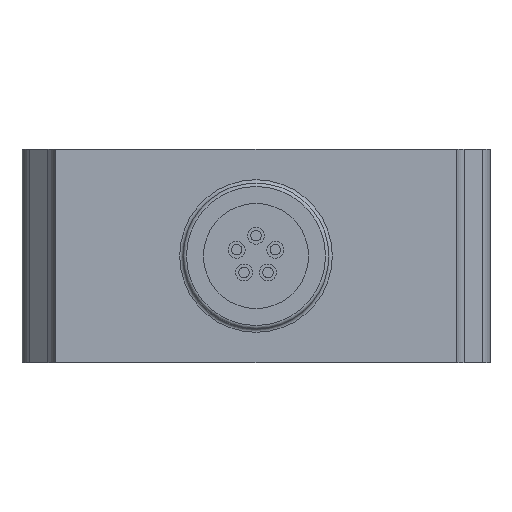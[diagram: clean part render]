
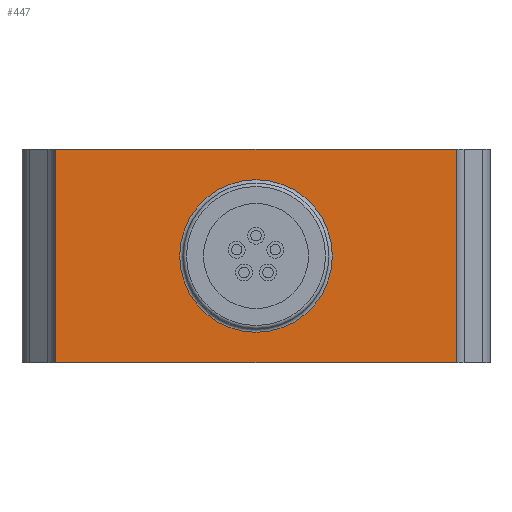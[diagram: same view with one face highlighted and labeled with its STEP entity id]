
A CAD part, front view. The second image highlights one B-rep face of the part: STEP entity #447.
In plain terms, the highlighted planar face has unit normal (0, -1, 0).
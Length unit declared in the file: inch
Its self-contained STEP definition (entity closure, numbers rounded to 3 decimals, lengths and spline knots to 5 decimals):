
#74 = DIRECTION ( 'NONE',  ( 0., 1., 0. ) ) ;
#133 = VECTOR ( 'NONE', #1558, 39.37008 ) ;
#184 = EDGE_CURVE ( 'NONE', #2128, #2128, #2655, .T. ) ;
#257 = CARTESIAN_POINT ( 'NONE',  ( -0.59, -1.20438, -0.315 ) ) ;
#265 = CARTESIAN_POINT ( 'NONE',  ( 0.59, -1.20438, 0.315 ) ) ;
#273 = ORIENTED_EDGE ( 'NONE', *, *, #184, .T. ) ;
#328 = DIRECTION ( 'NONE',  ( 0., 1., 0. ) ) ;
#377 = CARTESIAN_POINT ( 'NONE',  ( 0.59, -1.20438, 0.315 ) ) ;
#385 = PLANE ( 'NONE',  #1644 ) ;
#447 = ADVANCED_FACE ( 'NONE', ( #1621, #771 ), #385, .F. ) ;
#625 = EDGE_CURVE ( 'NONE', #2703, #2137, #801, .T. ) ;
#670 = EDGE_LOOP ( 'NONE', ( #273 ) ) ;
#694 = DIRECTION ( 'NONE',  ( 0., 0., 1. ) ) ;
#710 = CARTESIAN_POINT ( 'NONE',  ( 0., -1.20438, 0.225 ) ) ;
#766 = CARTESIAN_POINT ( 'NONE',  ( -0.59, -1.20438, 0.315 ) ) ;
#771 = FACE_OUTER_BOUND ( 'NONE', #890, .T. ) ;
#777 = AXIS2_PLACEMENT_3D ( 'NONE', #1287, #74, #694 ) ;
#801 = LINE ( 'NONE', #1430, #2475 ) ;
#848 = VECTOR ( 'NONE', #1918, 39.37008 ) ;
#890 = EDGE_LOOP ( 'NONE', ( #2014, #1979, #970, #1318 ) ) ;
#956 = CARTESIAN_POINT ( 'NONE',  ( -0.59, -1.20438, 0.315 ) ) ;
#970 = ORIENTED_EDGE ( 'NONE', *, *, #1121, .F. ) ;
#1006 = LINE ( 'NONE', #1856, #1293 ) ;
#1121 = EDGE_CURVE ( 'NONE', #2215, #2303, #1711, .T. ) ;
#1156 = CARTESIAN_POINT ( 'NONE',  ( -0.59, -1.20438, 0.315 ) ) ;
#1287 = CARTESIAN_POINT ( 'NONE',  ( 0., -1.20438, 0. ) ) ;
#1293 = VECTOR ( 'NONE', #1654, 39.37008 ) ;
#1318 = ORIENTED_EDGE ( 'NONE', *, *, #1453, .T. ) ;
#1430 = CARTESIAN_POINT ( 'NONE',  ( -0.59, -1.20438, -0.315 ) ) ;
#1453 = EDGE_CURVE ( 'NONE', #2215, #2703, #1006, .T. ) ;
#1558 = DIRECTION ( 'NONE',  ( 1., 0., 0. ) ) ;
#1621 = FACE_BOUND ( 'NONE', #670, .T. ) ;
#1644 = AXIS2_PLACEMENT_3D ( 'NONE', #956, #328, #2186 ) ;
#1654 = DIRECTION ( 'NONE',  ( 0., 0., -1. ) ) ;
#1711 = LINE ( 'NONE', #1156, #133 ) ;
#1725 = LINE ( 'NONE', #265, #848 ) ;
#1746 = CARTESIAN_POINT ( 'NONE',  ( 0.59, -1.20438, -0.315 ) ) ;
#1856 = CARTESIAN_POINT ( 'NONE',  ( -0.59, -1.20438, 0.315 ) ) ;
#1918 = DIRECTION ( 'NONE',  ( 0., 0., -1. ) ) ;
#1979 = ORIENTED_EDGE ( 'NONE', *, *, #1990, .F. ) ;
#1990 = EDGE_CURVE ( 'NONE', #2303, #2137, #1725, .T. ) ;
#2014 = ORIENTED_EDGE ( 'NONE', *, *, #625, .T. ) ;
#2128 = VERTEX_POINT ( 'NONE', #710 ) ;
#2137 = VERTEX_POINT ( 'NONE', #1746 ) ;
#2186 = DIRECTION ( 'NONE',  ( 0., 0., 1. ) ) ;
#2215 = VERTEX_POINT ( 'NONE', #766 ) ;
#2303 = VERTEX_POINT ( 'NONE', #377 ) ;
#2475 = VECTOR ( 'NONE', #2521, 39.37008 ) ;
#2521 = DIRECTION ( 'NONE',  ( 1., 0., 0. ) ) ;
#2655 = CIRCLE ( 'NONE', #777, 0.225 ) ;
#2703 = VERTEX_POINT ( 'NONE', #257 ) ;
